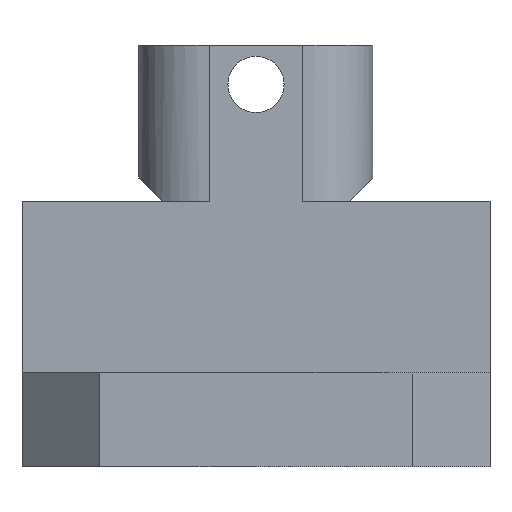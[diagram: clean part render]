
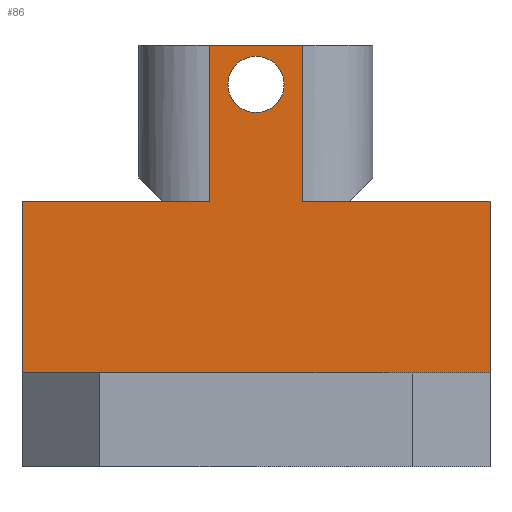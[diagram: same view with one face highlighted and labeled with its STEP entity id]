
A CAD part, left-side view. The second image highlights one B-rep face of the part: STEP entity #86.
In plain terms, the highlighted planar face has unit normal (-1, 0, 0).
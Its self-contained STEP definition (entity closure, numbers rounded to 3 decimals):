
#86 = ADVANCED_FACE( '', ( #134, #135 ), #136, .F. );
#134 = FACE_OUTER_BOUND( '', #223, .T. );
#135 = FACE_BOUND( '', #224, .T. );
#136 = PLANE( '', #225 );
#223 = EDGE_LOOP( '', ( #382, #383, #384, #385, #386, #387, #388, #389 ) );
#224 = EDGE_LOOP( '', ( #390 ) );
#225 = AXIS2_PLACEMENT_3D( '', #391, #392, #393 );
#382 = ORIENTED_EDGE( '', *, *, #578, .T. );
#383 = ORIENTED_EDGE( '', *, *, #564, .T. );
#384 = ORIENTED_EDGE( '', *, *, #566, .T. );
#385 = ORIENTED_EDGE( '', *, *, #577, .T. );
#386 = ORIENTED_EDGE( '', *, *, #559, .T. );
#387 = ORIENTED_EDGE( '', *, *, #579, .T. );
#388 = ORIENTED_EDGE( '', *, *, #580, .F. );
#389 = ORIENTED_EDGE( '', *, *, #581, .F. );
#390 = ORIENTED_EDGE( '', *, *, #582, .T. );
#391 = CARTESIAN_POINT( '', ( 6., -15., 0. ) );
#392 = DIRECTION( '', ( 1., 0., 0. ) );
#393 = DIRECTION( '', ( 0., 0., 1. ) );
#559 = EDGE_CURVE( '', #651, #653, #655, .T. );
#564 = EDGE_CURVE( '', #665, #663, #666, .T. );
#566 = EDGE_CURVE( '', #663, #668, #669, .T. );
#577 = EDGE_CURVE( '', #668, #651, #684, .T. );
#578 = EDGE_CURVE( '', #685, #665, #686, .T. );
#579 = EDGE_CURVE( '', #653, #687, #688, .T. );
#580 = EDGE_CURVE( '', #689, #687, #690, .T. );
#581 = EDGE_CURVE( '', #685, #689, #691, .T. );
#582 = EDGE_CURVE( '', #692, #692, #693, .T. );
#651 = VERTEX_POINT( '', #793 );
#653 = VERTEX_POINT( '', #795 );
#655 = LINE( '', #798, #799 );
#663 = VERTEX_POINT( '', #808 );
#665 = VERTEX_POINT( '', #810 );
#666 = LINE( '', #811, #812 );
#668 = VERTEX_POINT( '', #814 );
#669 = LINE( '', #815, #816 );
#684 = LINE( '', #838, #839 );
#685 = VERTEX_POINT( '', #840 );
#686 = LINE( '', #841, #842 );
#687 = VERTEX_POINT( '', #843 );
#688 = LINE( '', #844, #845 );
#689 = VERTEX_POINT( '', #846 );
#690 = LINE( '', #847, #848 );
#691 = LINE( '', #849, #850 );
#692 = VERTEX_POINT( '', #851 );
#693 = CIRCLE( '', #852, 1.8 );
#793 = CARTESIAN_POINT( '', ( 6., 3., -10. ) );
#795 = CARTESIAN_POINT( '', ( 6., 15., -10. ) );
#798 = CARTESIAN_POINT( '', ( 6., 8.5, -10. ) );
#799 = VECTOR( '', #940, 1000. );
#808 = CARTESIAN_POINT( '', ( 6., -3., 0. ) );
#810 = CARTESIAN_POINT( '', ( 6., -3., -10. ) );
#811 = CARTESIAN_POINT( '', ( 6., -3., -10. ) );
#812 = VECTOR( '', #951, 1000. );
#814 = CARTESIAN_POINT( '', ( 6., 3., 0. ) );
#815 = CARTESIAN_POINT( '', ( 6., -3., 0. ) );
#816 = VECTOR( '', #955, 1000. );
#838 = CARTESIAN_POINT( '', ( 6., 3., 0. ) );
#839 = VECTOR( '', #972, 1000. );
#840 = CARTESIAN_POINT( '', ( 6., -15., -10. ) );
#841 = CARTESIAN_POINT( '', ( 6., -6.5, -10. ) );
#842 = VECTOR( '', #973, 1000. );
#843 = CARTESIAN_POINT( '', ( 6., 15., -21. ) );
#844 = CARTESIAN_POINT( '', ( 6., 15., -10. ) );
#845 = VECTOR( '', #974, 1000. );
#846 = CARTESIAN_POINT( '', ( 6., -15., -21. ) );
#847 = CARTESIAN_POINT( '', ( 6., -15., -21. ) );
#848 = VECTOR( '', #975, 1000. );
#849 = CARTESIAN_POINT( '', ( 6., -15., -10. ) );
#850 = VECTOR( '', #976, 1000. );
#851 = CARTESIAN_POINT( '', ( 6., 0., -4.3 ) );
#852 = AXIS2_PLACEMENT_3D( '', #977, #978, #979 );
#940 = DIRECTION( '', ( 0., 1., 0. ) );
#951 = DIRECTION( '', ( 0., 0., 1. ) );
#955 = DIRECTION( '', ( 0., 1., 0. ) );
#972 = DIRECTION( '', ( 0., 0., -1. ) );
#973 = DIRECTION( '', ( 0., 1., 0. ) );
#974 = DIRECTION( '', ( 0., 0., -1. ) );
#975 = DIRECTION( '', ( 0., 1., 0. ) );
#976 = DIRECTION( '', ( 0., 0., -1. ) );
#977 = CARTESIAN_POINT( '', ( 6., 0., -2.5 ) );
#978 = DIRECTION( '', ( 1., 0., 0. ) );
#979 = DIRECTION( '', ( 0., 0., -1. ) );
